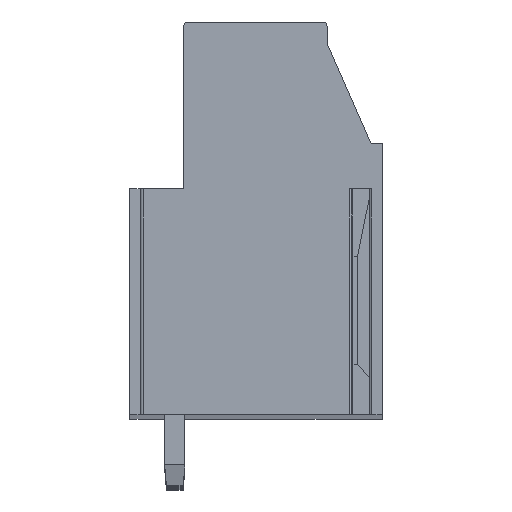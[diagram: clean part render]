
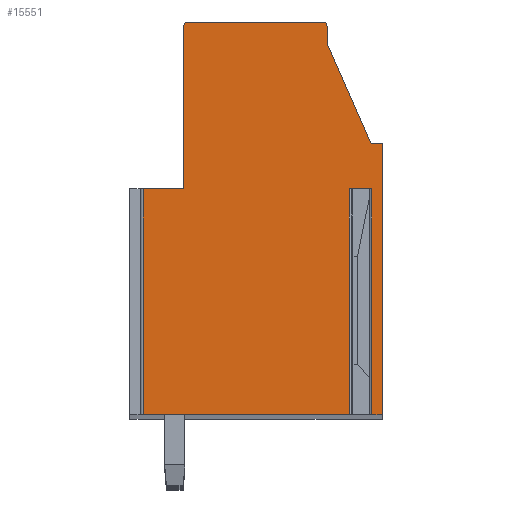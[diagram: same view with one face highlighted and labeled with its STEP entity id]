
A CAD part, top view. The second image highlights one B-rep face of the part: STEP entity #15551.
In plain terms, the highlighted planar face has unit normal (0, 0, 1).
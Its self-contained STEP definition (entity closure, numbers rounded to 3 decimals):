
#171=DIRECTION('',(-1.,0.,0.));
#172=VECTOR('',#171,1.806);
#173=CARTESIAN_POINT('',(-3.2,1.3,2.5));
#174=LINE('',#173,#172);
#2383=DIRECTION('',(1.,0.,0.));
#2384=VECTOR('',#2383,0.989);
#2385=CARTESIAN_POINT('',(4.142,1.3,2.5));
#2386=LINE('',#2385,#2384);
#2387=DIRECTION('',(0.,-1.,0.));
#2388=VECTOR('',#2387,10.);
#2389=CARTESIAN_POINT('',(4.142,1.3,2.5));
#2390=LINE('',#2389,#2388);
#2391=DIRECTION('',(1.,0.,0.));
#2392=VECTOR('',#2391,9.148);
#2393=CARTESIAN_POINT('',(-5.006,-8.7,2.5));
#2394=LINE('',#2393,#2392);
#2395=DIRECTION('',(0.,-1.,0.));
#2396=VECTOR('',#2395,10.);
#2397=CARTESIAN_POINT('',(-5.006,1.3,2.5));
#2398=LINE('',#2397,#2396);
#2399=DIRECTION('',(0.,-1.,0.));
#2400=VECTOR('',#2399,7.2);
#2401=CARTESIAN_POINT('',(-3.2,8.5,2.5));
#2402=LINE('',#2401,#2400);
#2403=CARTESIAN_POINT('',(-3.,8.5,2.5));
#2404=DIRECTION('',(0.,0.,1.));
#2405=DIRECTION('',(0.,1.,0.));
#2406=AXIS2_PLACEMENT_3D('',#2403,#2404,#2405);
#2408=DIRECTION('',(-1.,0.,0.));
#2409=VECTOR('',#2408,5.95);
#2410=CARTESIAN_POINT('',(2.95,8.7,2.5));
#2411=LINE('',#2410,#2409);
#2412=CARTESIAN_POINT('',(2.95,8.5,2.5));
#2413=DIRECTION('',(0.,0.,1.));
#2414=DIRECTION('',(1.,0.,0.));
#2415=AXIS2_PLACEMENT_3D('',#2412,#2413,#2414);
#2417=DIRECTION('',(0.,1.,0.));
#2418=VECTOR('',#2417,0.75);
#2419=CARTESIAN_POINT('',(3.15,7.75,2.5));
#2420=LINE('',#2419,#2418);
#2421=DIRECTION('',(-0.401,0.916,0.));
#2422=VECTOR('',#2421,4.859);
#2423=CARTESIAN_POINT('',(5.1,3.3,2.5));
#2424=LINE('',#2423,#2422);
#2425=DIRECTION('',(-1.,0.,0.));
#2426=VECTOR('',#2425,0.5);
#2427=CARTESIAN_POINT('',(5.6,3.3,2.5));
#2428=LINE('',#2427,#2426);
#2429=DIRECTION('',(0.,1.,0.));
#2430=VECTOR('',#2429,12.);
#2431=CARTESIAN_POINT('',(5.6,-8.7,2.5));
#2432=LINE('',#2431,#2430);
#2433=DIRECTION('',(1.,0.,0.));
#2434=VECTOR('',#2433,0.469);
#2435=CARTESIAN_POINT('',(5.131,-8.7,2.5));
#2436=LINE('',#2435,#2434);
#2437=DIRECTION('',(0.,-1.,0.));
#2438=VECTOR('',#2437,10.);
#2439=CARTESIAN_POINT('',(5.131,1.3,2.5));
#2440=LINE('',#2439,#2438);
#9829=CARTESIAN_POINT('',(5.1,3.3,2.5));
#9830=CARTESIAN_POINT('',(3.15,7.75,2.5));
#9831=VERTEX_POINT('',#9829);
#9832=VERTEX_POINT('',#9830);
#9833=CARTESIAN_POINT('',(3.15,8.5,2.5));
#9834=VERTEX_POINT('',#9833);
#9835=CARTESIAN_POINT('',(2.95,8.7,2.5));
#9836=VERTEX_POINT('',#9835);
#9837=CARTESIAN_POINT('',(-3.,8.7,2.5));
#9838=VERTEX_POINT('',#9837);
#9839=CARTESIAN_POINT('',(-3.2,8.5,2.5));
#9840=VERTEX_POINT('',#9839);
#9841=CARTESIAN_POINT('',(-3.2,1.3,2.5));
#9842=VERTEX_POINT('',#9841);
#9843=CARTESIAN_POINT('',(5.6,-8.7,2.5));
#9844=CARTESIAN_POINT('',(5.6,3.3,2.5));
#9845=VERTEX_POINT('',#9843);
#9846=VERTEX_POINT('',#9844);
#9859=CARTESIAN_POINT('',(4.142,1.3,2.5));
#9860=CARTESIAN_POINT('',(5.131,1.3,2.5));
#9861=VERTEX_POINT('',#9859);
#9862=VERTEX_POINT('',#9860);
#9863=CARTESIAN_POINT('',(-5.006,1.3,2.5));
#9864=CARTESIAN_POINT('',(-5.006,-8.7,2.5));
#9865=VERTEX_POINT('',#9863);
#9866=VERTEX_POINT('',#9864);
#9867=CARTESIAN_POINT('',(5.131,-8.7,2.5));
#9868=VERTEX_POINT('',#9867);
#9869=CARTESIAN_POINT('',(4.142,-8.7,2.5));
#9870=VERTEX_POINT('',#9869);
#15526=CARTESIAN_POINT('',(0.,0.,2.5));
#15527=DIRECTION('',(0.,0.,1.));
#15528=DIRECTION('',(1.,0.,0.));
#15529=AXIS2_PLACEMENT_3D('',#15526,#15527,#15528);
#15530=PLANE('',#15529);
#15532=ORIENTED_EDGE('',*,*,#15531,.F.);
#15534=ORIENTED_EDGE('',*,*,#15533,.T.);
#15535=ORIENTED_EDGE('',*,*,#15100,.F.);
#15536=ORIENTED_EDGE('',*,*,#15518,.F.);
#15537=ORIENTED_EDGE('',*,*,#12791,.F.);
#15538=ORIENTED_EDGE('',*,*,#13090,.F.);
#15539=ORIENTED_EDGE('',*,*,#14610,.F.);
#15540=ORIENTED_EDGE('',*,*,#14624,.F.);
#15541=ORIENTED_EDGE('',*,*,#14776,.F.);
#15542=ORIENTED_EDGE('',*,*,#14790,.F.);
#15543=ORIENTED_EDGE('',*,*,#14804,.F.);
#15544=ORIENTED_EDGE('',*,*,#14818,.F.);
#15545=ORIENTED_EDGE('',*,*,#14832,.F.);
#15546=ORIENTED_EDGE('',*,*,#15116,.F.);
#15548=ORIENTED_EDGE('',*,*,#15547,.F.);
#15549=EDGE_LOOP('',(#15532,#15534,#15535,#15536,#15537,#15538,#15539,#15540,
#15541,#15542,#15543,#15544,#15545,#15546,#15548));
#15550=FACE_OUTER_BOUND('',#15549,.F.);
#2407=CIRCLE('',#2406,0.2);
#2416=CIRCLE('',#2415,0.2);
#12791=EDGE_CURVE('',#9842,#9865,#174,.T.);
#13090=EDGE_CURVE('',#9840,#9842,#2402,.T.);
#14610=EDGE_CURVE('',#9838,#9840,#2407,.T.);
#14624=EDGE_CURVE('',#9836,#9838,#2411,.T.);
#14776=EDGE_CURVE('',#9834,#9836,#2416,.T.);
#14790=EDGE_CURVE('',#9832,#9834,#2420,.T.);
#14804=EDGE_CURVE('',#9831,#9832,#2424,.T.);
#14818=EDGE_CURVE('',#9846,#9831,#2428,.T.);
#14832=EDGE_CURVE('',#9845,#9846,#2432,.T.);
#15100=EDGE_CURVE('',#9866,#9870,#2394,.T.);
#15116=EDGE_CURVE('',#9868,#9845,#2436,.T.);
#15518=EDGE_CURVE('',#9865,#9866,#2398,.T.);
#15531=EDGE_CURVE('',#9861,#9862,#2386,.T.);
#15533=EDGE_CURVE('',#9861,#9870,#2390,.T.);
#15547=EDGE_CURVE('',#9862,#9868,#2440,.T.);
#15551=ADVANCED_FACE('',(#15550),#15530,.T.);
